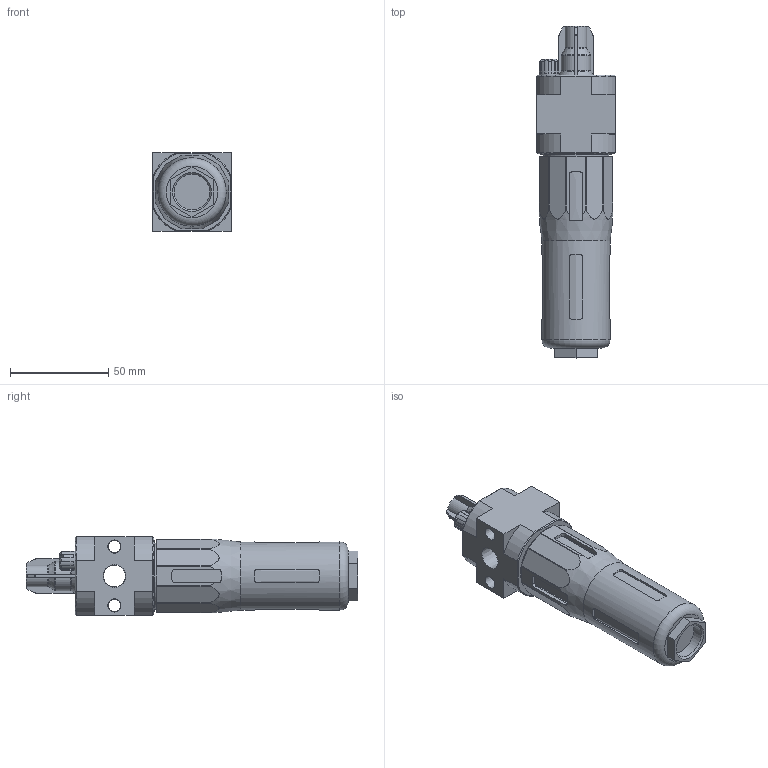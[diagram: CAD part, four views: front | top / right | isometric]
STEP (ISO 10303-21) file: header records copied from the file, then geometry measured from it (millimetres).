
FILE_DESCRIPTION(/* description */ ('STEP AP214'),/* implementation_level */ '2;1');
FILE_NAME(/* name */ '546431_LOE-D-MINI-U',/* time_stamp */ '2024-09-04T19:22:52+02:00',/* author */ ('License CC BY-ND 4.0'),/* organization */ ('CADENAS'),/* preprocessor_version */ 'ST-DEVELOPER v19.3',/* originating_system */ 'PARTsolutions',/* authorisation */ ' ');
FILE_SCHEMA (('AUTOMOTIVE_DESIGN {1 0 10303 214 3 1 1}'));
Length unit declared in the file: millimetre
Products named in the file (2): 546431 LOE-D-MINI-U; 123582 LOE-D-MINI
Assembly tree (1 placements, depth 2):
  546431 LOE-D-MINI-U
    123582 LOE-D-MINI
Bounding box: 40 x 169 x 40 mm (x, y, z)
Volume: 150212.3 mm3; surface area: 42913.8 mm2
Topology: 1 solids, 1 shells, 324 faces, 955 edges, 627 vertices
Faces by surface type: plane 173, cylinder 86, cone 41, torus 24
Full cylindrical faces by diameter (mm): 3.2 x1, 3.6 x1, 3.8 x1, 10 x1, 15.9 x1, 18 x1, 32.7 x1, 34.7 x1, 34.8 x1, 36 x1
Entity records: 13334 total; most frequent: CARTESIAN_POINT 2696, ORIENTED_EDGE 1828, DIRECTION 1618, EDGE_CURVE 914, AXIS2_PLACEMENT_3D 618, VERTEX_POINT 616, EDGE_LOOP 394, FACE_BOUND 394
